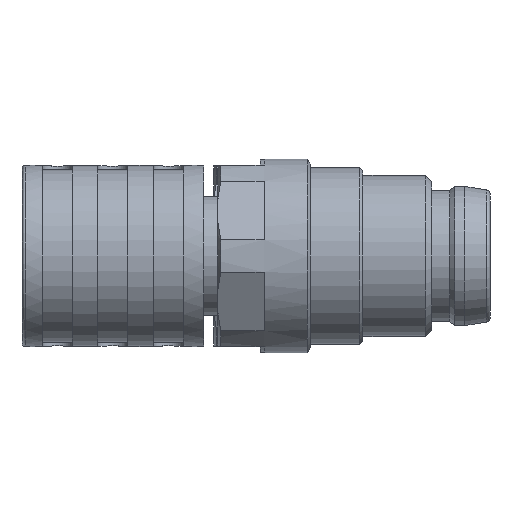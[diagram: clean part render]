
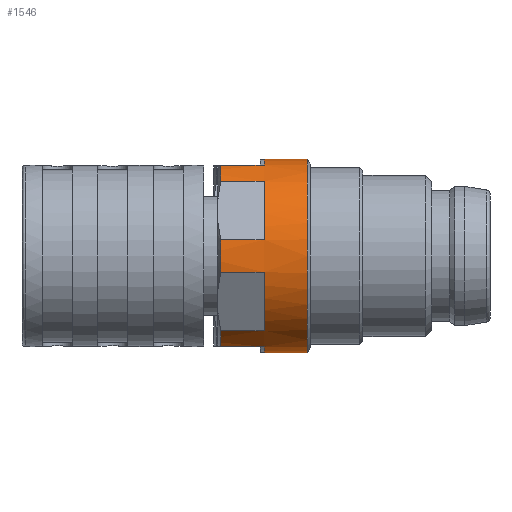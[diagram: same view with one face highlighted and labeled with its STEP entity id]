
A CAD part, front view. The second image highlights one B-rep face of the part: STEP entity #1546.
In plain terms, the highlighted cylindrical face has radius 4.8 mm (diameter 9.6 mm), a full revolution.
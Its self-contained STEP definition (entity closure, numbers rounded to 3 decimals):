
#465=LINE('',#8695,#803);
#466=LINE('',#8699,#804);
#467=LINE('',#8700,#805);
#468=LINE('',#8704,#806);
#469=LINE('',#8705,#807);
#470=LINE('',#8709,#808);
#471=LINE('',#8710,#809);
#472=LINE('',#8714,#810);
#473=LINE('',#8715,#811);
#474=LINE('',#8719,#812);
#475=LINE('',#8720,#813);
#476=LINE('',#8724,#814);
#803=VECTOR('',#6942,1.);
#804=VECTOR('',#6945,1.);
#805=VECTOR('',#6946,1.);
#806=VECTOR('',#6949,1.);
#807=VECTOR('',#6950,1.);
#808=VECTOR('',#6953,1.);
#809=VECTOR('',#6954,1.);
#810=VECTOR('',#6957,1.);
#811=VECTOR('',#6958,1.);
#812=VECTOR('',#6961,1.);
#813=VECTOR('',#6962,1.);
#814=VECTOR('',#6965,1.);
#1546=ADVANCED_FACE('',(#1890,#1891),#1727,.T.);
#1727=CYLINDRICAL_SURFACE('',#5681,4.8);
#1890=FACE_BOUND('',#2210,.T.);
#1891=FACE_BOUND('',#2211,.T.);
#2210=EDGE_LOOP('',(#3284));
#2211=EDGE_LOOP('',(#3285,#3286,#3287,#3288,#3289,#3290,#3291,#3292,#3293,
#3294,#3295,#3296,#3297,#3298,#3299,#3300,#3301,#3302,#3303,#3304,#3305,
#3306,#3307,#3308));
#3284=ORIENTED_EDGE('',*,*,#4743,.T.);
#3285=ORIENTED_EDGE('',*,*,#4756,.F.);
#3286=ORIENTED_EDGE('',*,*,#4757,.T.);
#3287=ORIENTED_EDGE('',*,*,#4758,.F.);
#3288=ORIENTED_EDGE('',*,*,#4755,.T.);
#3289=ORIENTED_EDGE('',*,*,#4759,.F.);
#3290=ORIENTED_EDGE('',*,*,#4760,.T.);
#3291=ORIENTED_EDGE('',*,*,#4761,.F.);
#3292=ORIENTED_EDGE('',*,*,#4745,.T.);
#3293=ORIENTED_EDGE('',*,*,#4762,.F.);
#3294=ORIENTED_EDGE('',*,*,#4763,.T.);
#3295=ORIENTED_EDGE('',*,*,#4764,.F.);
#3296=ORIENTED_EDGE('',*,*,#4747,.T.);
#3297=ORIENTED_EDGE('',*,*,#4765,.F.);
#3298=ORIENTED_EDGE('',*,*,#4766,.T.);
#3299=ORIENTED_EDGE('',*,*,#4767,.F.);
#3300=ORIENTED_EDGE('',*,*,#4749,.T.);
#3301=ORIENTED_EDGE('',*,*,#4768,.F.);
#3302=ORIENTED_EDGE('',*,*,#4769,.T.);
#3303=ORIENTED_EDGE('',*,*,#4770,.F.);
#3304=ORIENTED_EDGE('',*,*,#4751,.T.);
#3305=ORIENTED_EDGE('',*,*,#4771,.F.);
#3306=ORIENTED_EDGE('',*,*,#4772,.T.);
#3307=ORIENTED_EDGE('',*,*,#4773,.F.);
#3308=ORIENTED_EDGE('',*,*,#4753,.T.);
#4102=VERTEX_POINT('',#8663);
#4103=VERTEX_POINT('',#8666);
#4104=VERTEX_POINT('',#8667);
#4105=VERTEX_POINT('',#8671);
#4106=VERTEX_POINT('',#8672);
#4107=VERTEX_POINT('',#8676);
#4108=VERTEX_POINT('',#8677);
#4109=VERTEX_POINT('',#8681);
#4110=VERTEX_POINT('',#8682);
#4111=VERTEX_POINT('',#8686);
#4112=VERTEX_POINT('',#8687);
#4113=VERTEX_POINT('',#8691);
#4114=VERTEX_POINT('',#8692);
#4115=VERTEX_POINT('',#8696);
#4116=VERTEX_POINT('',#8698);
#4117=VERTEX_POINT('',#8701);
#4118=VERTEX_POINT('',#8703);
#4119=VERTEX_POINT('',#8706);
#4120=VERTEX_POINT('',#8708);
#4121=VERTEX_POINT('',#8711);
#4122=VERTEX_POINT('',#8713);
#4123=VERTEX_POINT('',#8716);
#4124=VERTEX_POINT('',#8718);
#4125=VERTEX_POINT('',#8721);
#4126=VERTEX_POINT('',#8723);
#4743=EDGE_CURVE('',#4102,#4102,#5175,.T.);
#4745=EDGE_CURVE('',#4103,#4104,#5176,.T.);
#4747=EDGE_CURVE('',#4105,#4106,#5177,.T.);
#4749=EDGE_CURVE('',#4107,#4108,#5178,.T.);
#4751=EDGE_CURVE('',#4109,#4110,#5179,.T.);
#4753=EDGE_CURVE('',#4111,#4112,#5180,.T.);
#4755=EDGE_CURVE('',#4113,#4114,#5181,.T.);
#4756=EDGE_CURVE('',#4115,#4112,#465,.T.);
#4757=EDGE_CURVE('',#4115,#4116,#5182,.T.);
#4758=EDGE_CURVE('',#4113,#4116,#466,.T.);
#4759=EDGE_CURVE('',#4117,#4114,#467,.T.);
#4760=EDGE_CURVE('',#4117,#4118,#5183,.T.);
#4761=EDGE_CURVE('',#4103,#4118,#468,.T.);
#4762=EDGE_CURVE('',#4119,#4104,#469,.T.);
#4763=EDGE_CURVE('',#4119,#4120,#5184,.T.);
#4764=EDGE_CURVE('',#4105,#4120,#470,.T.);
#4765=EDGE_CURVE('',#4121,#4106,#471,.T.);
#4766=EDGE_CURVE('',#4121,#4122,#5185,.T.);
#4767=EDGE_CURVE('',#4107,#4122,#472,.T.);
#4768=EDGE_CURVE('',#4123,#4108,#473,.T.);
#4769=EDGE_CURVE('',#4123,#4124,#5186,.T.);
#4770=EDGE_CURVE('',#4109,#4124,#474,.T.);
#4771=EDGE_CURVE('',#4125,#4110,#475,.T.);
#4772=EDGE_CURVE('',#4125,#4126,#5187,.T.);
#4773=EDGE_CURVE('',#4111,#4126,#476,.T.);
#5175=CIRCLE('',#5661,4.8);
#5176=CIRCLE('',#5663,4.8);
#5177=CIRCLE('',#5665,4.8);
#5178=CIRCLE('',#5667,4.8);
#5179=CIRCLE('',#5669,4.8);
#5180=CIRCLE('',#5671,4.8);
#5181=CIRCLE('',#5673,4.8);
#5182=CIRCLE('',#5675,4.8);
#5183=CIRCLE('',#5676,4.8);
#5184=CIRCLE('',#5677,4.8);
#5185=CIRCLE('',#5678,4.8);
#5186=CIRCLE('',#5679,4.8);
#5187=CIRCLE('',#5680,4.8);
#5661=AXIS2_PLACEMENT_3D('',#8662,#6908,#6909);
#5663=AXIS2_PLACEMENT_3D('',#8668,#6913,#6914);
#5665=AXIS2_PLACEMENT_3D('',#8673,#6918,#6919);
#5667=AXIS2_PLACEMENT_3D('',#8678,#6923,#6924);
#5669=AXIS2_PLACEMENT_3D('',#8683,#6928,#6929);
#5671=AXIS2_PLACEMENT_3D('',#8688,#6933,#6934);
#5673=AXIS2_PLACEMENT_3D('',#8693,#6938,#6939);
#5675=AXIS2_PLACEMENT_3D('',#8697,#6943,#6944);
#5676=AXIS2_PLACEMENT_3D('',#8702,#6947,#6948);
#5677=AXIS2_PLACEMENT_3D('',#8707,#6951,#6952);
#5678=AXIS2_PLACEMENT_3D('',#8712,#6955,#6956);
#5679=AXIS2_PLACEMENT_3D('',#8717,#6959,#6960);
#5680=AXIS2_PLACEMENT_3D('',#8722,#6963,#6964);
#5681=AXIS2_PLACEMENT_3D('',#8725,#6966,#6967);
#6908=DIRECTION('',(-1.,0.,0.));
#6909=DIRECTION('',(0.,0.,1.));
#6913=DIRECTION('',(1.,0.,0.));
#6914=DIRECTION('',(0.,0.,1.));
#6918=DIRECTION('',(1.,0.,0.));
#6919=DIRECTION('',(0.,0.,1.));
#6923=DIRECTION('',(1.,0.,0.));
#6924=DIRECTION('',(0.,0.,1.));
#6928=DIRECTION('',(1.,0.,0.));
#6929=DIRECTION('',(0.,0.,1.));
#6933=DIRECTION('',(1.,0.,0.));
#6934=DIRECTION('',(0.,0.,1.));
#6938=DIRECTION('',(1.,0.,0.));
#6939=DIRECTION('',(0.,0.,1.));
#6942=DIRECTION('',(1.,0.,0.));
#6943=DIRECTION('',(1.,0.,0.));
#6944=DIRECTION('',(0.,0.,1.));
#6945=DIRECTION('',(-1.,0.,0.));
#6946=DIRECTION('',(1.,0.,0.));
#6947=DIRECTION('',(1.,0.,0.));
#6948=DIRECTION('',(0.,0.,1.));
#6949=DIRECTION('',(-1.,0.,0.));
#6950=DIRECTION('',(1.,0.,0.));
#6951=DIRECTION('',(1.,0.,0.));
#6952=DIRECTION('',(0.,0.,1.));
#6953=DIRECTION('',(-1.,0.,0.));
#6954=DIRECTION('',(1.,0.,0.));
#6955=DIRECTION('',(1.,0.,0.));
#6956=DIRECTION('',(0.,0.,1.));
#6957=DIRECTION('',(-1.,0.,0.));
#6958=DIRECTION('',(1.,0.,0.));
#6959=DIRECTION('',(1.,0.,0.));
#6960=DIRECTION('',(0.,0.,1.));
#6961=DIRECTION('',(-1.,0.,0.));
#6962=DIRECTION('',(1.,0.,0.));
#6963=DIRECTION('',(1.,0.,0.));
#6964=DIRECTION('',(0.,0.,1.));
#6965=DIRECTION('',(-1.,0.,0.));
#6966=DIRECTION('',(1.,0.,0.));
#6967=DIRECTION('',(0.,0.,-1.));
#8662=CARTESIAN_POINT('',(100.55,6.5,7.1));
#8663=CARTESIAN_POINT('',(100.55,6.5,11.9));
#8666=CARTESIAN_POINT('',(98.4,9.562,3.403));
#8667=CARTESIAN_POINT('',(98.4,11.232,6.297));
#8668=CARTESIAN_POINT('',(98.4,6.5,7.1));
#8671=CARTESIAN_POINT('',(98.4,11.232,7.903));
#8672=CARTESIAN_POINT('',(98.4,9.562,10.797));
#8673=CARTESIAN_POINT('',(98.4,6.5,7.1));
#8676=CARTESIAN_POINT('',(98.4,8.17,11.6));
#8677=CARTESIAN_POINT('',(98.4,4.83,11.6));
#8678=CARTESIAN_POINT('',(98.4,6.5,7.1));
#8681=CARTESIAN_POINT('',(98.4,3.438,10.797));
#8682=CARTESIAN_POINT('',(98.4,1.768,7.903));
#8683=CARTESIAN_POINT('',(98.4,6.5,7.1));
#8686=CARTESIAN_POINT('',(98.4,1.768,6.297));
#8687=CARTESIAN_POINT('',(98.4,3.438,3.403));
#8688=CARTESIAN_POINT('',(98.4,6.5,7.1));
#8691=CARTESIAN_POINT('',(98.4,4.83,2.6));
#8692=CARTESIAN_POINT('',(98.4,8.17,2.6));
#8693=CARTESIAN_POINT('',(98.4,6.5,7.1));
#8695=CARTESIAN_POINT('',(128.1,3.438,3.403));
#8696=CARTESIAN_POINT('',(96.25,3.438,3.403));
#8697=CARTESIAN_POINT('',(96.25,6.5,7.1));
#8698=CARTESIAN_POINT('',(96.25,4.83,2.6));
#8699=CARTESIAN_POINT('',(128.1,4.83,2.6));
#8700=CARTESIAN_POINT('',(128.1,8.17,2.6));
#8701=CARTESIAN_POINT('',(96.25,8.17,2.6));
#8702=CARTESIAN_POINT('',(96.25,6.5,7.1));
#8703=CARTESIAN_POINT('',(96.25,9.562,3.403));
#8704=CARTESIAN_POINT('',(128.1,9.562,3.403));
#8705=CARTESIAN_POINT('',(128.1,11.232,6.297));
#8706=CARTESIAN_POINT('',(96.25,11.232,6.297));
#8707=CARTESIAN_POINT('',(96.25,6.5,7.1));
#8708=CARTESIAN_POINT('',(96.25,11.232,7.903));
#8709=CARTESIAN_POINT('',(128.1,11.232,7.903));
#8710=CARTESIAN_POINT('',(128.1,9.562,10.797));
#8711=CARTESIAN_POINT('',(96.25,9.562,10.797));
#8712=CARTESIAN_POINT('',(96.25,6.5,7.1));
#8713=CARTESIAN_POINT('',(96.25,8.17,11.6));
#8714=CARTESIAN_POINT('',(128.1,8.17,11.6));
#8715=CARTESIAN_POINT('',(128.1,4.83,11.6));
#8716=CARTESIAN_POINT('',(96.25,4.83,11.6));
#8717=CARTESIAN_POINT('',(96.25,6.5,7.1));
#8718=CARTESIAN_POINT('',(96.25,3.438,10.797));
#8719=CARTESIAN_POINT('',(128.1,3.438,10.797));
#8720=CARTESIAN_POINT('',(128.1,1.768,7.903));
#8721=CARTESIAN_POINT('',(96.25,1.768,7.903));
#8722=CARTESIAN_POINT('',(96.25,6.5,7.1));
#8723=CARTESIAN_POINT('',(96.25,1.768,6.297));
#8724=CARTESIAN_POINT('',(128.1,1.768,6.297));
#8725=CARTESIAN_POINT('',(128.1,6.5,7.1));
